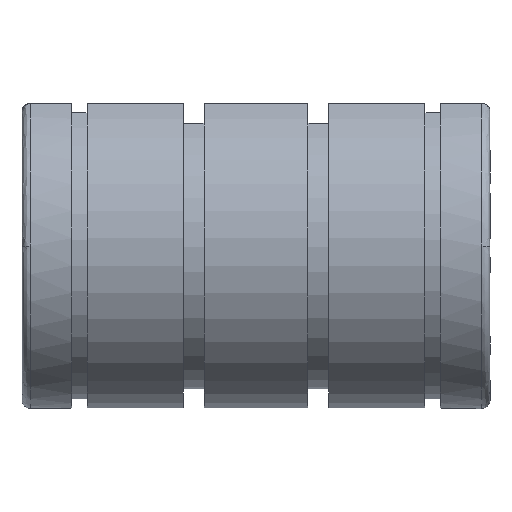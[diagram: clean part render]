
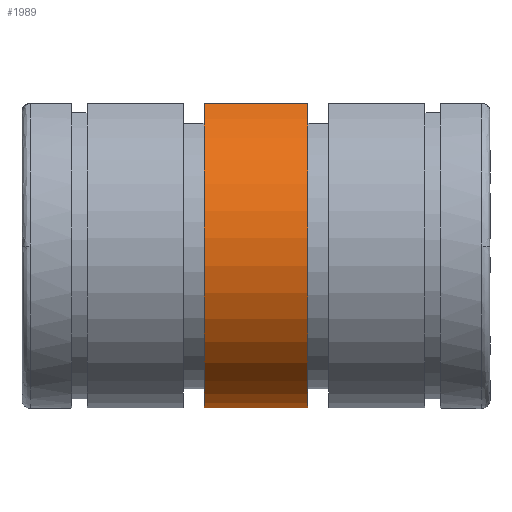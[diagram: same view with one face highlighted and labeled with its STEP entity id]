
A CAD part, left-side view. The second image highlights one B-rep face of the part: STEP entity #1989.
In plain terms, the highlighted cylindrical face has radius 19.844 mm (diameter 39.688 mm), a partial arc.
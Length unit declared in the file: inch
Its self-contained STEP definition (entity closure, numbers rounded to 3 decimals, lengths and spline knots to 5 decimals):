
#404 = DIRECTION ( 'NONE',  ( 0., 1., 0. ) ) ;
#431 = EDGE_CURVE ( 'NONE', #1329, #5798, #4779, .T. ) ;
#645 = DIRECTION ( 'NONE',  ( 0., 0., 1. ) ) ;
#870 = VECTOR ( 'NONE', #1056, 39.37008 ) ;
#935 = DIRECTION ( 'NONE',  ( 0., 0., 1. ) ) ;
#1056 = DIRECTION ( 'NONE',  ( 0., 1., 0. ) ) ;
#1086 = DIRECTION ( 'NONE',  ( 0., 1., 0. ) ) ;
#1307 = AXIS2_PLACEMENT_3D ( 'NONE', #2719, #5316, #645 ) ;
#1329 = VERTEX_POINT ( 'NONE', #2760 ) ;
#1777 = EDGE_CURVE ( 'NONE', #2314, #5712, #6294, .T. ) ;
#1978 = ORIENTED_EDGE ( 'NONE', *, *, #431, .T. ) ;
#1989 = ADVANCED_FACE ( 'NONE', ( #2226 ), #3065, .T. ) ;
#2063 = CARTESIAN_POINT ( 'NONE',  ( 0., -0.25, 0. ) ) ;
#2226 = FACE_OUTER_BOUND ( 'NONE', #4668, .T. ) ;
#2314 = VERTEX_POINT ( 'NONE', #6266 ) ;
#2346 = CARTESIAN_POINT ( 'NONE',  ( 0.37393, -0.25, 0.68596 ) ) ;
#2662 = AXIS2_PLACEMENT_3D ( 'NONE', #5004, #404, #935 ) ;
#2719 = CARTESIAN_POINT ( 'NONE',  ( 0., 0.25, 0. ) ) ;
#2760 = CARTESIAN_POINT ( 'NONE',  ( 0.37393, 0.25, 0.68596 ) ) ;
#2775 = CIRCLE ( 'NONE', #1307, 0.78126 ) ;
#2844 = CARTESIAN_POINT ( 'NONE',  ( -0.37393, 0.25, 0.68596 ) ) ;
#2978 = CARTESIAN_POINT ( 'NONE',  ( 0.37393, -1.6875, 0.68596 ) ) ;
#3002 = EDGE_CURVE ( 'NONE', #5798, #2314, #5842, .T. ) ;
#3065 = CYLINDRICAL_SURFACE ( 'NONE', #2662, 0.78126 ) ;
#3200 = EDGE_CURVE ( 'NONE', #5712, #1329, #2775, .T. ) ;
#3522 = DIRECTION ( 'NONE',  ( 0., -1., 0. ) ) ;
#4167 = CARTESIAN_POINT ( 'NONE',  ( -0.37393, -1.6875, 0.68596 ) ) ;
#4603 = AXIS2_PLACEMENT_3D ( 'NONE', #2063, #1086, #5234 ) ;
#4668 = EDGE_LOOP ( 'NONE', ( #4837, #4904, #1978, #5358 ) ) ;
#4779 = LINE ( 'NONE', #2978, #5178 ) ;
#4837 = ORIENTED_EDGE ( 'NONE', *, *, #1777, .T. ) ;
#4904 = ORIENTED_EDGE ( 'NONE', *, *, #3200, .T. ) ;
#5004 = CARTESIAN_POINT ( 'NONE',  ( 0., 0., 0. ) ) ;
#5178 = VECTOR ( 'NONE', #3522, 39.37008 ) ;
#5234 = DIRECTION ( 'NONE',  ( 0., 0., 1. ) ) ;
#5316 = DIRECTION ( 'NONE',  ( 0., -1., 0. ) ) ;
#5358 = ORIENTED_EDGE ( 'NONE', *, *, #3002, .T. ) ;
#5712 = VERTEX_POINT ( 'NONE', #2844 ) ;
#5798 = VERTEX_POINT ( 'NONE', #2346 ) ;
#5842 = CIRCLE ( 'NONE', #4603, 0.78126 ) ;
#6266 = CARTESIAN_POINT ( 'NONE',  ( -0.37393, -0.25, 0.68596 ) ) ;
#6294 = LINE ( 'NONE', #4167, #870 ) ;
